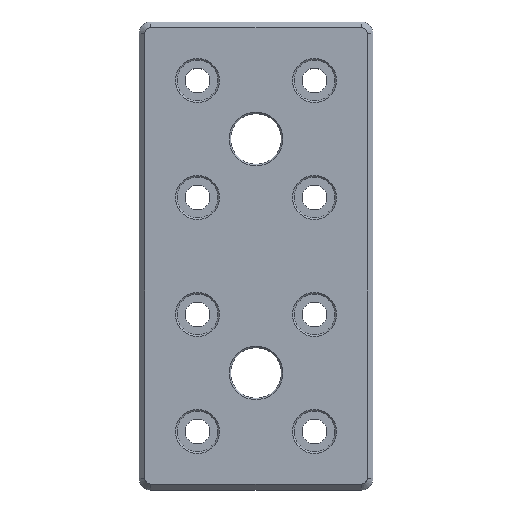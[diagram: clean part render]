
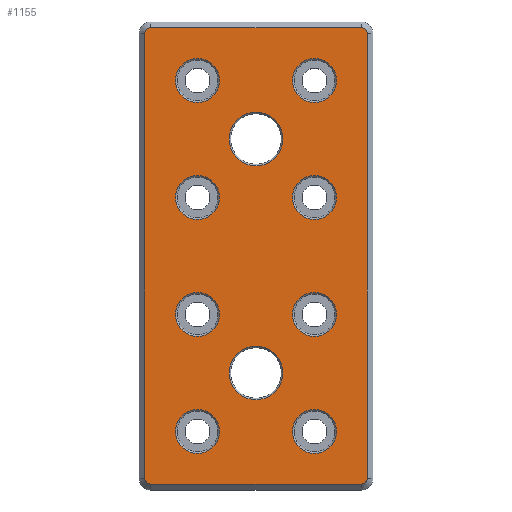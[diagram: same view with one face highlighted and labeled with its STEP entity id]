
A CAD part, top view. The second image highlights one B-rep face of the part: STEP entity #1155.
In plain terms, the highlighted planar face has unit normal (0, 0, 1).
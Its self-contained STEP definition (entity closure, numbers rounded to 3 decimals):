
#15=FACE_BOUND('',#268,.T.);
#16=FACE_BOUND('',#269,.T.);
#17=FACE_BOUND('',#270,.T.);
#18=FACE_BOUND('',#271,.T.);
#19=FACE_BOUND('',#272,.T.);
#20=FACE_BOUND('',#273,.T.);
#21=FACE_BOUND('',#274,.T.);
#22=FACE_BOUND('',#275,.T.);
#23=FACE_BOUND('',#276,.T.);
#24=FACE_BOUND('',#277,.T.);
#66=CIRCLE('',#1238,2.);
#68=CIRCLE('',#1242,2.);
#70=CIRCLE('',#1246,2.);
#72=CIRCLE('',#1250,2.);
#75=CIRCLE('',#1258,7.5);
#76=CIRCLE('',#1259,7.5);
#77=CIRCLE('',#1260,7.5);
#78=CIRCLE('',#1261,7.5);
#79=CIRCLE('',#1262,7.5);
#80=CIRCLE('',#1263,9.147);
#81=CIRCLE('',#1264,9.147);
#82=CIRCLE('',#1265,7.5);
#83=CIRCLE('',#1266,7.5);
#84=CIRCLE('',#1267,7.5);
#195=FACE_OUTER_BOUND('',#267,.T.);
#267=EDGE_LOOP('',(#833,#834,#835,#836,#837,#838,#839,#840));
#268=EDGE_LOOP('',(#841));
#269=EDGE_LOOP('',(#842));
#270=EDGE_LOOP('',(#843));
#271=EDGE_LOOP('',(#844));
#272=EDGE_LOOP('',(#845));
#273=EDGE_LOOP('',(#846));
#274=EDGE_LOOP('',(#847));
#275=EDGE_LOOP('',(#848));
#276=EDGE_LOOP('',(#849));
#277=EDGE_LOOP('',(#850));
#358=LINE('',#1810,#436);
#362=LINE('',#1822,#440);
#366=LINE('',#1834,#444);
#370=LINE('',#1846,#448);
#436=VECTOR('',#1404,10.);
#440=VECTOR('',#1416,10.);
#444=VECTOR('',#1428,10.);
#448=VECTOR('',#1440,10.);
#511=VERTEX_POINT('',#1803);
#514=VERTEX_POINT('',#1808);
#515=VERTEX_POINT('',#1812);
#517=VERTEX_POINT('',#1818);
#519=VERTEX_POINT('',#1824);
#521=VERTEX_POINT('',#1830);
#523=VERTEX_POINT('',#1836);
#525=VERTEX_POINT('',#1842);
#532=VERTEX_POINT('',#1869);
#533=VERTEX_POINT('',#1871);
#534=VERTEX_POINT('',#1873);
#535=VERTEX_POINT('',#1875);
#536=VERTEX_POINT('',#1877);
#537=VERTEX_POINT('',#1879);
#538=VERTEX_POINT('',#1881);
#539=VERTEX_POINT('',#1883);
#540=VERTEX_POINT('',#1885);
#541=VERTEX_POINT('',#1887);
#620=EDGE_CURVE('',#514,#511,#358,.T.);
#623=EDGE_CURVE('',#511,#515,#66,.T.);
#626=EDGE_CURVE('',#515,#517,#362,.T.);
#629=EDGE_CURVE('',#517,#519,#68,.T.);
#632=EDGE_CURVE('',#519,#521,#366,.T.);
#635=EDGE_CURVE('',#521,#523,#70,.T.);
#638=EDGE_CURVE('',#523,#525,#370,.T.);
#640=EDGE_CURVE('',#525,#514,#72,.T.);
#650=EDGE_CURVE('',#532,#532,#75,.T.);
#651=EDGE_CURVE('',#533,#533,#76,.T.);
#652=EDGE_CURVE('',#534,#534,#77,.T.);
#653=EDGE_CURVE('',#535,#535,#78,.T.);
#654=EDGE_CURVE('',#536,#536,#79,.T.);
#655=EDGE_CURVE('',#537,#537,#80,.T.);
#656=EDGE_CURVE('',#538,#538,#81,.T.);
#657=EDGE_CURVE('',#539,#539,#82,.T.);
#658=EDGE_CURVE('',#540,#540,#83,.T.);
#659=EDGE_CURVE('',#541,#541,#84,.T.);
#833=ORIENTED_EDGE('',*,*,#620,.F.);
#834=ORIENTED_EDGE('',*,*,#640,.F.);
#835=ORIENTED_EDGE('',*,*,#638,.F.);
#836=ORIENTED_EDGE('',*,*,#635,.F.);
#837=ORIENTED_EDGE('',*,*,#632,.F.);
#838=ORIENTED_EDGE('',*,*,#629,.F.);
#839=ORIENTED_EDGE('',*,*,#626,.F.);
#840=ORIENTED_EDGE('',*,*,#623,.F.);
#841=ORIENTED_EDGE('',*,*,#650,.F.);
#842=ORIENTED_EDGE('',*,*,#651,.F.);
#843=ORIENTED_EDGE('',*,*,#652,.F.);
#844=ORIENTED_EDGE('',*,*,#653,.F.);
#845=ORIENTED_EDGE('',*,*,#654,.F.);
#846=ORIENTED_EDGE('',*,*,#655,.F.);
#847=ORIENTED_EDGE('',*,*,#656,.F.);
#848=ORIENTED_EDGE('',*,*,#657,.F.);
#849=ORIENTED_EDGE('',*,*,#658,.F.);
#850=ORIENTED_EDGE('',*,*,#659,.F.);
#1127=PLANE('',#1257);
#1155=ADVANCED_FACE('',(#195,#15,#16,#17,#18,#19,#20,#21,#22,#23,#24),#1127,
 .T.);
#1238=AXIS2_PLACEMENT_3D('',#1816,#1410,#1411);
#1242=AXIS2_PLACEMENT_3D('',#1828,#1422,#1423);
#1246=AXIS2_PLACEMENT_3D('',#1840,#1434,#1435);
#1250=AXIS2_PLACEMENT_3D('',#1849,#1445,#1446);
#1257=AXIS2_PLACEMENT_3D('',#1868,#1466,#1467);
#1258=AXIS2_PLACEMENT_3D('',#1870,#1468,#1469);
#1259=AXIS2_PLACEMENT_3D('',#1872,#1470,#1471);
#1260=AXIS2_PLACEMENT_3D('',#1874,#1472,#1473);
#1261=AXIS2_PLACEMENT_3D('',#1876,#1474,#1475);
#1262=AXIS2_PLACEMENT_3D('',#1878,#1476,#1477);
#1263=AXIS2_PLACEMENT_3D('',#1880,#1478,#1479);
#1264=AXIS2_PLACEMENT_3D('',#1882,#1480,#1481);
#1265=AXIS2_PLACEMENT_3D('',#1884,#1482,#1483);
#1266=AXIS2_PLACEMENT_3D('',#1886,#1484,#1485);
#1267=AXIS2_PLACEMENT_3D('',#1888,#1486,#1487);
#1404=DIRECTION('',(0.,-1.,0.));
#1410=DIRECTION('center_axis',(0.,0.,-1.));
#1411=DIRECTION('ref_axis',(0.707,-0.707,0.));
#1416=DIRECTION('',(-1.,0.,0.));
#1422=DIRECTION('center_axis',(0.,0.,-1.));
#1423=DIRECTION('ref_axis',(-0.707,-0.707,0.));
#1428=DIRECTION('',(0.,1.,0.));
#1434=DIRECTION('center_axis',(0.,0.,-1.));
#1435=DIRECTION('ref_axis',(-0.707,0.707,0.));
#1440=DIRECTION('',(1.,0.,0.));
#1445=DIRECTION('center_axis',(0.,0.,-1.));
#1446=DIRECTION('ref_axis',(0.707,0.707,0.));
#1466=DIRECTION('center_axis',(0.,0.,1.));
#1467=DIRECTION('ref_axis',(1.,0.,0.));
#1468=DIRECTION('center_axis',(0.,0.,1.));
#1469=DIRECTION('ref_axis',(-1.,0.,0.));
#1470=DIRECTION('center_axis',(0.,0.,1.));
#1471=DIRECTION('ref_axis',(-1.,0.,0.));
#1472=DIRECTION('center_axis',(0.,0.,1.));
#1473=DIRECTION('ref_axis',(-1.,0.,0.));
#1474=DIRECTION('center_axis',(0.,0.,1.));
#1475=DIRECTION('ref_axis',(-1.,0.,0.));
#1476=DIRECTION('center_axis',(0.,0.,1.));
#1477=DIRECTION('ref_axis',(-1.,0.,0.));
#1478=DIRECTION('center_axis',(0.,0.,1.));
#1479=DIRECTION('ref_axis',(-1.,0.,0.));
#1480=DIRECTION('center_axis',(0.,0.,1.));
#1481=DIRECTION('ref_axis',(-1.,0.,0.));
#1482=DIRECTION('center_axis',(0.,0.,1.));
#1483=DIRECTION('ref_axis',(-1.,0.,0.));
#1484=DIRECTION('center_axis',(0.,0.,1.));
#1485=DIRECTION('ref_axis',(-1.,0.,0.));
#1486=DIRECTION('center_axis',(0.,0.,1.));
#1487=DIRECTION('ref_axis',(-1.,0.,0.));
#1803=CARTESIAN_POINT('',(38.,-76.,15.));
#1808=CARTESIAN_POINT('',(38.,76.,15.));
#1810=CARTESIAN_POINT('',(38.,40.,15.));
#1812=CARTESIAN_POINT('',(36.,-78.,15.));
#1816=CARTESIAN_POINT('Origin',(36.,-76.,15.));
#1818=CARTESIAN_POINT('',(-36.,-78.,15.));
#1822=CARTESIAN_POINT('',(20.,-78.,15.));
#1824=CARTESIAN_POINT('',(-38.,-76.,15.));
#1828=CARTESIAN_POINT('Origin',(-36.,-76.,15.));
#1830=CARTESIAN_POINT('',(-38.,76.,15.));
#1834=CARTESIAN_POINT('',(-38.,-40.,15.));
#1836=CARTESIAN_POINT('',(-36.,78.,15.));
#1840=CARTESIAN_POINT('Origin',(-36.,76.,15.));
#1842=CARTESIAN_POINT('',(36.,78.,15.));
#1846=CARTESIAN_POINT('',(-20.,78.,15.));
#1849=CARTESIAN_POINT('Origin',(36.,76.,15.));
#1868=CARTESIAN_POINT('Origin',(0.,0.,
15.));
#1869=CARTESIAN_POINT('',(-12.5,-60.,15.));
#1870=CARTESIAN_POINT('Origin',(-20.,-60.,15.));
#1871=CARTESIAN_POINT('',(-12.5,-20.,15.));
#1872=CARTESIAN_POINT('Origin',(-20.,-20.,15.));
#1873=CARTESIAN_POINT('',(27.5,-20.,15.));
#1874=CARTESIAN_POINT('Origin',(20.,-20.,15.));
#1875=CARTESIAN_POINT('',(-12.5,20.,15.));
#1876=CARTESIAN_POINT('Origin',(-20.,20.,15.));
#1877=CARTESIAN_POINT('',(27.5,60.,15.));
#1878=CARTESIAN_POINT('Origin',(20.,60.,15.));
#1879=CARTESIAN_POINT('',(9.147,-40.,15.));
#1880=CARTESIAN_POINT('Origin',(0.,-40.,15.));
#1881=CARTESIAN_POINT('',(9.147,40.,15.));
#1882=CARTESIAN_POINT('Origin',(0.,40.,15.));
#1883=CARTESIAN_POINT('',(-12.5,60.,15.));
#1884=CARTESIAN_POINT('Origin',(-20.,60.,15.));
#1885=CARTESIAN_POINT('',(27.5,20.,15.));
#1886=CARTESIAN_POINT('Origin',(20.,20.,15.));
#1887=CARTESIAN_POINT('',(27.5,-60.,15.));
#1888=CARTESIAN_POINT('Origin',(20.,-60.,15.));
